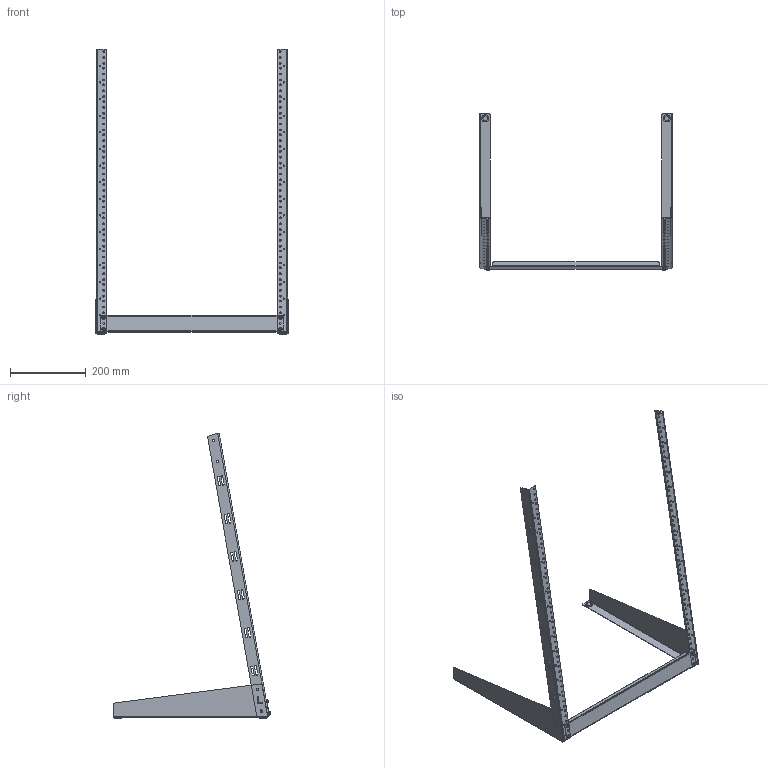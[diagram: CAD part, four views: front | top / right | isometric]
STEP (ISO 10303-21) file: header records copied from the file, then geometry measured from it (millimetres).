
FILE_DESCRIPTION (( 'STEP AP203' ), '1' );
FILE_NAME ('HDR16UBK.step', '2020-11-12T16:49:29', ( 'ADC123' ), ( 'Microsoft' ), 'SwSTEP 2.0', 'SolidWorks 2019', '' );
FILE_SCHEMA (( 'CONFIG_CONTROL_DESIGN' ));
Length unit declared in the file: inch
Products named in the file (1): HDR16UBK
Bounding box: 506.13 x 413.33 x 752.03 mm (x, y, z)
Volume: 338504.1 mm3; surface area: 382190.8 mm2
Topology: 21 solids, 21 shells, 528 faces, 1394 edges, 924 vertices
Faces by surface type: cylinder 272, plane 248, bspline 8
Full cylindrical faces by diameter (mm): 3.175 x32, 3.967 x4, 4.496 x102, 4.801 x8, 4.826 x4, 5.029 x4, 5.232 x8, 6.502 x4, 9.347 x8, 12.7 x8, 19.05 x4
Entity records: 16551 total; most frequent: CARTESIAN_POINT 3093, DIRECTION 2730, ORIENTED_EDGE 2392, EDGE_CURVE 1196, EDGE_LOOP 1108, AXIS2_PLACEMENT_3D 1073, VERTEX_POINT 920, FACE_OUTER_BOUND 722
